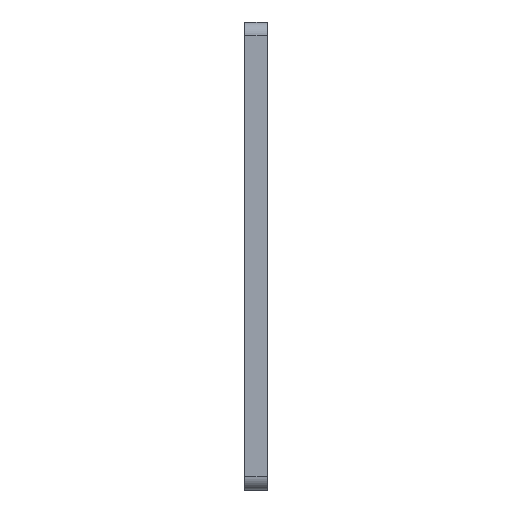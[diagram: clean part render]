
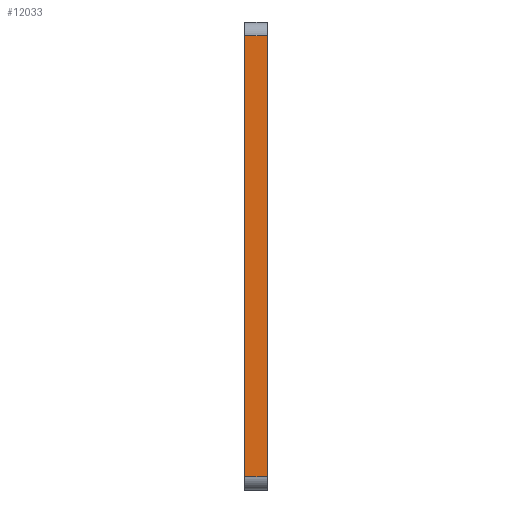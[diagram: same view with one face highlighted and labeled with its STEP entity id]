
A CAD part, left-side view. The second image highlights one B-rep face of the part: STEP entity #12033.
In plain terms, the highlighted planar face has unit normal (-1, 0, 0).
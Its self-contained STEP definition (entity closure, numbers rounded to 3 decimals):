
#342 = FACE_OUTER_BOUND ( 'NONE', #20800, .T. ) ;
#1057 = AXIS2_PLACEMENT_3D ( 'NONE', #10645, #4020, #22807 ) ;
#1498 = ORIENTED_EDGE ( 'NONE', *, *, #23581, .T. ) ;
#1864 = EDGE_CURVE ( 'NONE', #24808, #17333, #8798, .T. ) ;
#2376 = PLANE ( 'NONE',  #1057 ) ;
#2513 = CARTESIAN_POINT ( 'NONE',  ( -32., 0., 0. ) ) ;
#2790 = ORIENTED_EDGE ( 'NONE', *, *, #10074, .F. ) ;
#2820 = CARTESIAN_POINT ( 'NONE',  ( -32., 113.812, 98. ) ) ;
#3757 = ORIENTED_EDGE ( 'NONE', *, *, #19916, .T. ) ;
#4020 = DIRECTION ( 'NONE',  ( -1., 0., 0. ) ) ;
#4670 = ORIENTED_EDGE ( 'NONE', *, *, #1864, .T. ) ;
#6527 = CARTESIAN_POINT ( 'NONE',  ( -32., 0., 0. ) ) ;
#7076 = VERTEX_POINT ( 'NONE', #22748 ) ;
#7266 = CARTESIAN_POINT ( 'NONE',  ( -32., 0., 98. ) ) ;
#8798 = LINE ( 'NONE', #2820, #14448 ) ;
#10074 = EDGE_CURVE ( 'NONE', #24808, #20773, #16632, .T. ) ;
#10645 = CARTESIAN_POINT ( 'NONE',  ( -32., 113.812, 0. ) ) ;
#11968 = CARTESIAN_POINT ( 'NONE',  ( -32., 5., 0. ) ) ;
#12033 = ADVANCED_FACE ( 'NONE', ( #342 ), #2376, .T. ) ;
#12924 = DIRECTION ( 'NONE',  ( 0., 0., -1. ) ) ;
#14448 = VECTOR ( 'NONE', #19447, 1000. ) ;
#16223 = LINE ( 'NONE', #11968, #23852 ) ;
#16632 = LINE ( 'NONE', #6527, #23139 ) ;
#16821 = DIRECTION ( 'NONE',  ( 0., -1., 0. ) ) ;
#17333 = VERTEX_POINT ( 'NONE', #18984 ) ;
#18984 = CARTESIAN_POINT ( 'NONE',  ( -32., 5., 98. ) ) ;
#19447 = DIRECTION ( 'NONE',  ( 0., 1., 0. ) ) ;
#19916 = EDGE_CURVE ( 'NONE', #17333, #7076, #16223, .T. ) ;
#20301 = DIRECTION ( 'NONE',  ( 0., 0., -1. ) ) ;
#20693 = VECTOR ( 'NONE', #16821, 1000. ) ;
#20773 = VERTEX_POINT ( 'NONE', #26770 ) ;
#20800 = EDGE_LOOP ( 'NONE', ( #2790, #4670, #3757, #1498 ) ) ;
#21451 = LINE ( 'NONE', #2513, #20693 ) ;
#22748 = CARTESIAN_POINT ( 'NONE',  ( -32., 5., 0. ) ) ;
#22807 = DIRECTION ( 'NONE',  ( 0., 0., 1. ) ) ;
#23139 = VECTOR ( 'NONE', #12924, 1000. ) ;
#23581 = EDGE_CURVE ( 'NONE', #7076, #20773, #21451, .T. ) ;
#23852 = VECTOR ( 'NONE', #20301, 1000. ) ;
#24808 = VERTEX_POINT ( 'NONE', #7266 ) ;
#26770 = CARTESIAN_POINT ( 'NONE',  ( -32., 0., 0. ) ) ;
